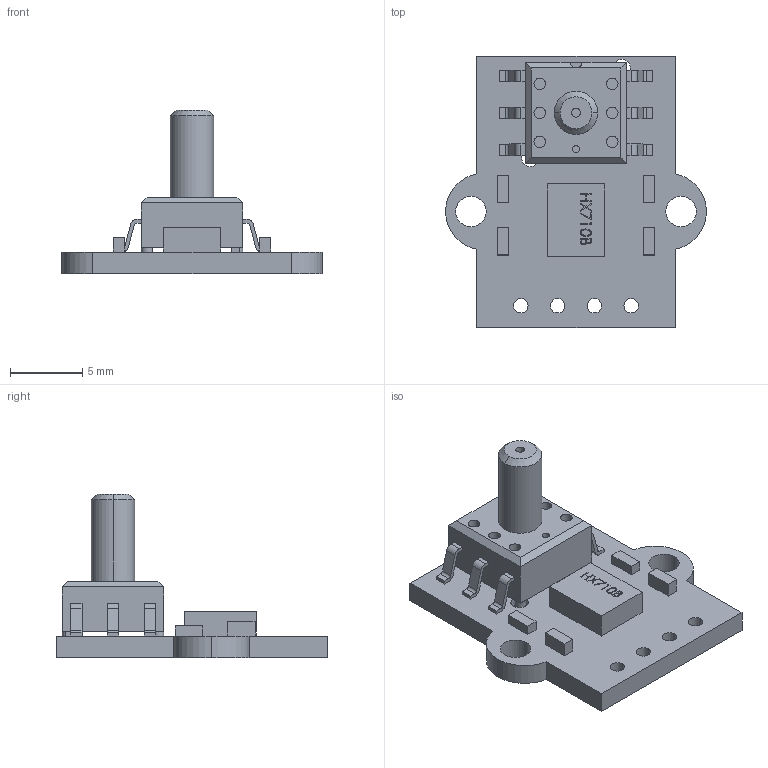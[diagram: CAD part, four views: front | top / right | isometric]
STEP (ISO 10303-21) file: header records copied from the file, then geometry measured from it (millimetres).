
FILE_DESCRIPTION (( 'STEP AP203' ), '1' );
FILE_NAME ('pressure_sensor_assy_HX710B.STEP', '2023-07-19T21:01:51', ( '' ), ( '' ), 'SwSTEP 2.0', 'SolidWorks 2023', '' );
FILE_SCHEMA (( 'CONFIG_CONTROL_DESIGN' ));
Length unit declared in the file: millimetre
Products named in the file (3): pressure_sensor_assy_HX710B; pressure_sensor_pcb_HX710B; MPS-3117_По умолчанию
Assembly tree (2 placements, depth 2):
  pressure_sensor_assy_HX710B
    pressure_sensor_pcb_HX710B
    MPS-3117_По умолчанию
Bounding box: 18 x 18.7 x 11.3 mm (x, y, z)
Volume: 638.1 mm3; surface area: 1047.3 mm2
Topology: 2 solids, 2 shells, 402 faces, 1053 edges, 698 vertices
Faces by surface type: plane 244, bspline 91, cylinder 65, cone 2
Entity records: 18094 total; most frequent: CARTESIAN_POINT 8343, ORIENTED_EDGE 2106, DIRECTION 1635, EDGE_CURVE 1053, LINE 735, VECTOR 735, VERTEX_POINT 698, EDGE_LOOP 461
